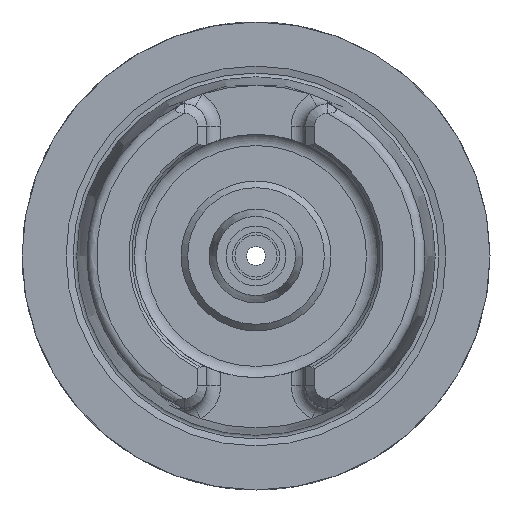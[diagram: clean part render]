
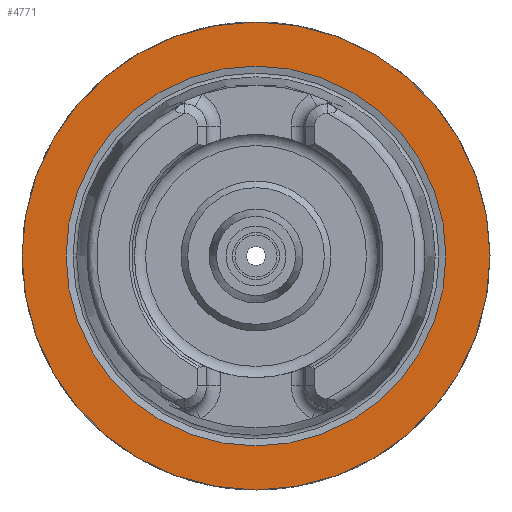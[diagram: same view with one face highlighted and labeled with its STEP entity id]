
A CAD part, left-side view. The second image highlights one B-rep face of the part: STEP entity #4771.
In plain terms, the highlighted planar face has unit normal (-1, 0, 0).
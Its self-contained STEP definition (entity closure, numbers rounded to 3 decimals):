
#4283=CARTESIAN_POINT('',(0.0,25.,0.0));
#4284=VERTEX_POINT('',#4283);
#4285=CARTESIAN_POINT('',(0.0,0.0,0.0));
#4286=DIRECTION('',(1.0,0.0,0.0));
#4287=DIRECTION('',(0.0,1.0,0.0));
#4288=AXIS2_PLACEMENT_3D('',#4285,#4286,#4287);
#4289=CIRCLE('',#4288,25.);
#4290=EDGE_CURVE('',#4284,#4284,#4289,.T.);
#4745=CARTESIAN_POINT('',(0.0,20.296,0.0));
#4746=VERTEX_POINT('',#4745);
#4747=CARTESIAN_POINT('',(0.0,0.0,0.0));
#4748=DIRECTION('',(1.0,0.0,0.0));
#4749=DIRECTION('',(0.0,1.0,0.0));
#4750=AXIS2_PLACEMENT_3D('',#4747,#4748,#4749);
#4751=CIRCLE('',#4750,20.296);
#4752=EDGE_CURVE('',#4746,#4746,#4751,.T.);
#4760=CARTESIAN_POINT('',(0.0,22.648,0.0));
#4761=DIRECTION('',(-1.0,0.0,0.0));
#4762=DIRECTION('',(0.0,0.0,1.0));
#4763=AXIS2_PLACEMENT_3D('',#4760,#4761,#4762);
#4764=PLANE('',#4763);
#4765=ORIENTED_EDGE('',*,*,#4290,.F.);
#4766=EDGE_LOOP('',(#4765));
#4767=FACE_OUTER_BOUND('',#4766,.T.);
#4768=ORIENTED_EDGE('',*,*,#4752,.T.);
#4769=EDGE_LOOP('',(#4768));
#4770=FACE_BOUND('',#4769,.T.);
#4771=ADVANCED_FACE('',(#4767,#4770),#4764,.T.);
